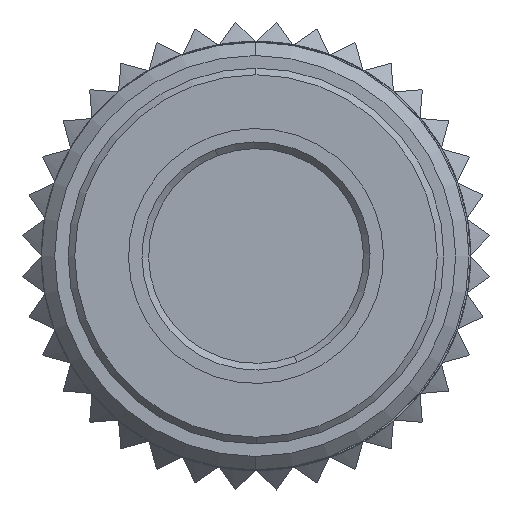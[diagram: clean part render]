
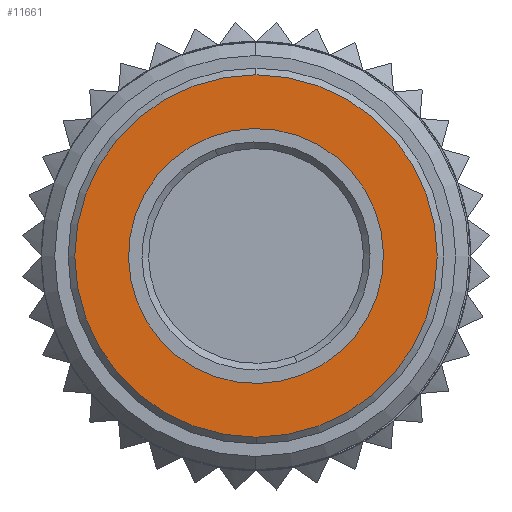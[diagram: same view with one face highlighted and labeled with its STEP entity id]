
A CAD part, left-side view. The second image highlights one B-rep face of the part: STEP entity #11661.
In plain terms, the highlighted planar face has unit normal (-1, 0, 0).
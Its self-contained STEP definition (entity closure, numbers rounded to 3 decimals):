
#142 = EDGE_LOOP ( 'NONE', ( #16301, #26418 ) ) ;
#427 = AXIS2_PLACEMENT_3D ( 'NONE', #25989, #40956, #14139 ) ;
#850 = DIRECTION ( 'NONE',  ( -1., 0., 0. ) ) ;
#1603 = FACE_BOUND ( 'NONE', #142, .T. ) ;
#2068 = AXIS2_PLACEMENT_3D ( 'NONE', #15179, #11554, #12299 ) ;
#3270 = AXIS2_PLACEMENT_3D ( 'NONE', #35636, #850, #31251 ) ;
#6727 = DIRECTION ( 'NONE',  ( 0., 0., -1. ) ) ;
#11554 = DIRECTION ( 'NONE',  ( -1., 0., 0. ) ) ;
#11661 = ADVANCED_FACE ( 'NONE', ( #1603, #17029 ), #36651, .F. ) ;
#12299 = DIRECTION ( 'NONE',  ( 0., 0., -1. ) ) ;
#12312 = ORIENTED_EDGE ( 'NONE', *, *, #21288, .T. ) ;
#13072 = CIRCLE ( 'NONE', #16399, 1.9 ) ;
#14139 = DIRECTION ( 'NONE',  ( 0., 0., -1. ) ) ;
#15179 = CARTESIAN_POINT ( 'NONE',  ( 0., 0., 0. ) ) ;
#16301 = ORIENTED_EDGE ( 'NONE', *, *, #26232, .F. ) ;
#16399 = AXIS2_PLACEMENT_3D ( 'NONE', #31171, #34792, #6727 ) ;
#17029 = FACE_OUTER_BOUND ( 'NONE', #23842, .T. ) ;
#19370 = ORIENTED_EDGE ( 'NONE', *, *, #50286, .T. ) ;
#19946 = DIRECTION ( 'NONE',  ( 1., 0., 0. ) ) ;
#20139 = CIRCLE ( 'NONE', #427, 2.7 ) ;
#20332 = CARTESIAN_POINT ( 'NONE',  ( 0., 0.683, 1.773 ) ) ;
#21288 = EDGE_CURVE ( 'NONE', #38300, #43322, #20139, .T. ) ;
#23438 = CIRCLE ( 'NONE', #2068, 1.9 ) ;
#23842 = EDGE_LOOP ( 'NONE', ( #12312, #19370 ) ) ;
#24651 = CARTESIAN_POINT ( 'NONE',  ( 0., -0.683, -1.773 ) ) ;
#25989 = CARTESIAN_POINT ( 'NONE',  ( 0., 0., 0. ) ) ;
#26232 = EDGE_CURVE ( 'NONE', #47411, #36719, #13072, .T. ) ;
#26418 = ORIENTED_EDGE ( 'NONE', *, *, #38153, .F. ) ;
#27689 = CARTESIAN_POINT ( 'NONE',  ( 0., 2.8, 0. ) ) ;
#28786 = AXIS2_PLACEMENT_3D ( 'NONE', #27689, #19946, #32752 ) ;
#31171 = CARTESIAN_POINT ( 'NONE',  ( 0., 0., 0. ) ) ;
#31251 = DIRECTION ( 'NONE',  ( 0., 0., -1. ) ) ;
#32752 = DIRECTION ( 'NONE',  ( 0., 0., -1. ) ) ;
#32906 = CARTESIAN_POINT ( 'NONE',  ( 0., 0., -2.7 ) ) ;
#34521 = CIRCLE ( 'NONE', #3270, 2.7 ) ;
#34792 = DIRECTION ( 'NONE',  ( -1., 0., 0. ) ) ;
#35636 = CARTESIAN_POINT ( 'NONE',  ( 0., 0., 0. ) ) ;
#36651 = PLANE ( 'NONE',  #28786 ) ;
#36719 = VERTEX_POINT ( 'NONE', #20332 ) ;
#37600 = CARTESIAN_POINT ( 'NONE',  ( 0., 0., 2.7 ) ) ;
#38153 = EDGE_CURVE ( 'NONE', #36719, #47411, #23438, .T. ) ;
#38300 = VERTEX_POINT ( 'NONE', #32906 ) ;
#40956 = DIRECTION ( 'NONE',  ( -1., 0., 0. ) ) ;
#43322 = VERTEX_POINT ( 'NONE', #37600 ) ;
#47411 = VERTEX_POINT ( 'NONE', #24651 ) ;
#50286 = EDGE_CURVE ( 'NONE', #43322, #38300, #34521, .T. ) ;
